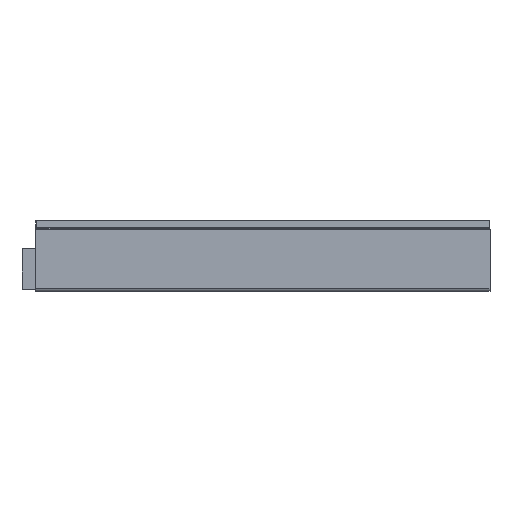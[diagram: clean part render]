
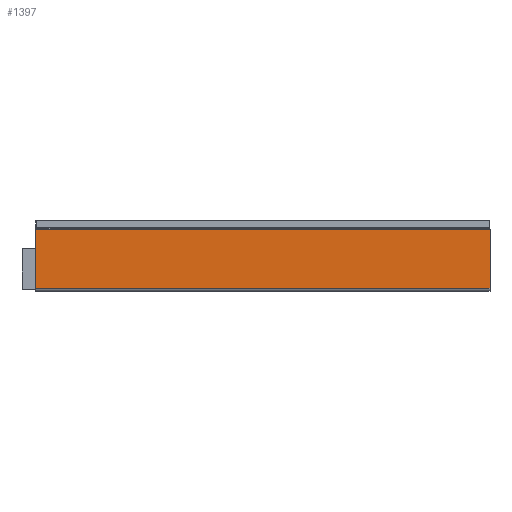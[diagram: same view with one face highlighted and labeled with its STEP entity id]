
A CAD part, top view. The second image highlights one B-rep face of the part: STEP entity #1397.
In plain terms, the highlighted planar face has unit normal (0, 0, 1).
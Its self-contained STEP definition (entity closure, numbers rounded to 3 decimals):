
#39 = AXIS2_PLACEMENT_3D ( 'NONE', #1999, #837, #1646 ) ;
#207 = VERTEX_POINT ( 'NONE', #2166 ) ;
#223 = CARTESIAN_POINT ( 'NONE',  ( -2., 13.4, 0. ) ) ;
#244 = VECTOR ( 'NONE', #1761, 1000. ) ;
#342 = CARTESIAN_POINT ( 'NONE',  ( -2., 0.7, 0. ) ) ;
#367 = CARTESIAN_POINT ( 'NONE',  ( -2., 0., 0. ) ) ;
#372 = VECTOR ( 'NONE', #1725, 1000. ) ;
#462 = LINE ( 'NONE', #1265, #244 ) ;
#511 = CARTESIAN_POINT ( 'NONE',  ( 97.1, 13.4, 0. ) ) ;
#523 = LINE ( 'NONE', #1879, #1661 ) ;
#538 = LINE ( 'NONE', #367, #1484 ) ;
#542 = EDGE_CURVE ( 'NONE', #994, #207, #523, .T. ) ;
#556 = ORIENTED_EDGE ( 'NONE', *, *, #1797, .T. ) ;
#704 = EDGE_CURVE ( 'NONE', #207, #1536, #462, .T. ) ;
#798 = ORIENTED_EDGE ( 'NONE', *, *, #2120, .T. ) ;
#837 = DIRECTION ( 'NONE',  ( 0., 0., -1. ) ) ;
#994 = VERTEX_POINT ( 'NONE', #342 ) ;
#1122 = EDGE_LOOP ( 'NONE', ( #2104, #1181, #556, #798 ) ) ;
#1135 = LINE ( 'NONE', #1716, #372 ) ;
#1181 = ORIENTED_EDGE ( 'NONE', *, *, #704, .T. ) ;
#1217 = FACE_OUTER_BOUND ( 'NONE', #1122, .T. ) ;
#1265 = CARTESIAN_POINT ( 'NONE',  ( 97.1, 0., 0. ) ) ;
#1397 = ADVANCED_FACE ( 'NONE', ( #1217 ), #1631, .F. ) ;
#1484 = VECTOR ( 'NONE', #1853, 1000. ) ;
#1536 = VERTEX_POINT ( 'NONE', #511 ) ;
#1631 = PLANE ( 'NONE',  #39 ) ;
#1646 = DIRECTION ( 'NONE',  ( -1., 0., 0. ) ) ;
#1661 = VECTOR ( 'NONE', #1717, 1000. ) ;
#1716 = CARTESIAN_POINT ( 'NONE',  ( -2., 13.4, 0. ) ) ;
#1717 = DIRECTION ( 'NONE',  ( 1., 0., 0. ) ) ;
#1725 = DIRECTION ( 'NONE',  ( -1., 0., 0. ) ) ;
#1761 = DIRECTION ( 'NONE',  ( 0., 1., 0. ) ) ;
#1797 = EDGE_CURVE ( 'NONE', #1536, #1917, #1135, .T. ) ;
#1853 = DIRECTION ( 'NONE',  ( 0., -1., 0. ) ) ;
#1879 = CARTESIAN_POINT ( 'NONE',  ( -2., 0.7, 0. ) ) ;
#1917 = VERTEX_POINT ( 'NONE', #223 ) ;
#1999 = CARTESIAN_POINT ( 'NONE',  ( 0., 0., 0. ) ) ;
#2104 = ORIENTED_EDGE ( 'NONE', *, *, #542, .T. ) ;
#2120 = EDGE_CURVE ( 'NONE', #1917, #994, #538, .T. ) ;
#2166 = CARTESIAN_POINT ( 'NONE',  ( 97.1, 0.7, 0. ) ) ;
